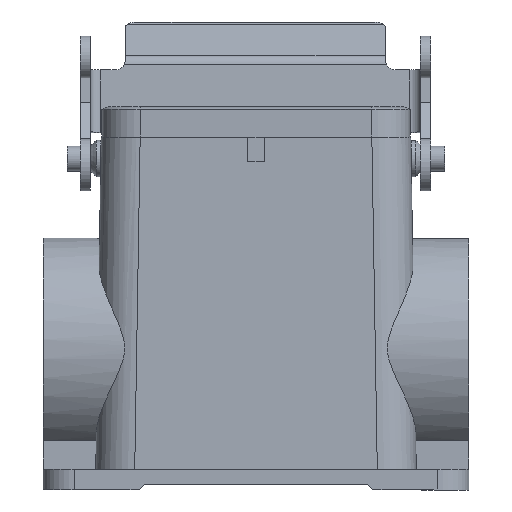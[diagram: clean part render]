
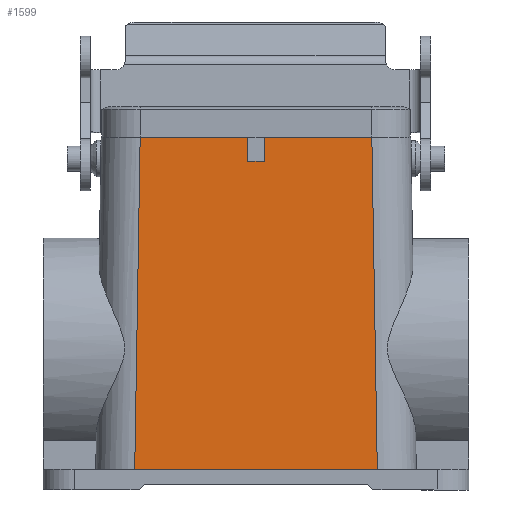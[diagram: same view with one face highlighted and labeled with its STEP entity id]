
A CAD part, front view. The second image highlights one B-rep face of the part: STEP entity #1599.
In plain terms, the highlighted planar face has unit normal (0, -1, 0.009).
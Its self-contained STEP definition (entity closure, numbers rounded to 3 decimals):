
#1203=CARTESIAN_POINT('',(1.6,-21.5,5.7));
#1204=VERTEX_POINT('',#1203);
#1211=CARTESIAN_POINT('',(22.3,-21.5,5.7));
#1212=VERTEX_POINT('',#1211);
#1213=CARTESIAN_POINT('',(1.6,-21.5,5.7));
#1214=DIRECTION('',(1.0,0.0,0.0));
#1215=VECTOR('',#1214,20.7);
#1216=LINE('',#1213,#1215);
#1217=EDGE_CURVE('',#1204,#1212,#1216,.T.);
#1252=CARTESIAN_POINT('',(-22.3,-21.5,5.7));
#1253=VERTEX_POINT('',#1252);
#1261=CARTESIAN_POINT('',(-1.6,-21.5,5.7));
#1262=VERTEX_POINT('',#1261);
#1263=CARTESIAN_POINT('',(-22.3,-21.5,5.7));
#1264=DIRECTION('',(1.0,0.0,0.0));
#1265=VECTOR('',#1264,20.7);
#1266=LINE('',#1263,#1265);
#1267=EDGE_CURVE('',#1253,#1262,#1266,.T.);
#1405=CARTESIAN_POINT('',(23.35,-22.075,-58.25));
#1406=VERTEX_POINT('',#1405);
#1414=CARTESIAN_POINT('',(-23.35,-22.075,-58.25));
#1415=VERTEX_POINT('',#1414);
#1416=CARTESIAN_POINT('',(-23.35,-22.075,-58.25));
#1417=DIRECTION('',(1.0,0.0,0.0));
#1418=VECTOR('',#1417,46.7);
#1419=LINE('',#1416,#1418);
#1420=EDGE_CURVE('',#1415,#1406,#1419,.T.);
#1555=CARTESIAN_POINT('',(0.0,-22.075,-58.25));
#1556=DIRECTION('',(0.0,-1.,0.009));
#1557=DIRECTION('',(0.0,-0.009,-1.));
#1558=AXIS2_PLACEMENT_3D('',#1555,#1556,#1557);
#1559=PLANE('',#1558);
#1560=CARTESIAN_POINT('',(-1.6,-21.542,1.012));
#1561=VERTEX_POINT('',#1560);
#1562=CARTESIAN_POINT('',(-1.6,-21.5,5.7));
#1563=DIRECTION('',(0.0,-0.009,-1.));
#1564=VECTOR('',#1563,4.689);
#1565=LINE('',#1562,#1564);
#1566=EDGE_CURVE('',#1262,#1561,#1565,.T.);
#1567=ORIENTED_EDGE('',*,*,#1566,.F.);
#1568=ORIENTED_EDGE('',*,*,#1267,.F.);
#1569=CARTESIAN_POINT('',(-22.3,-21.5,5.7));
#1570=DIRECTION('',(-0.016,-0.009,-1.));
#1571=VECTOR('',#1570,63.961);
#1572=LINE('',#1569,#1571);
#1573=EDGE_CURVE('',#1253,#1415,#1572,.T.);
#1574=ORIENTED_EDGE('',*,*,#1573,.T.);
#1575=ORIENTED_EDGE('',*,*,#1420,.T.);
#1576=CARTESIAN_POINT('',(23.35,-22.075,-58.25));
#1577=DIRECTION('',(-0.016,0.009,1.));
#1578=VECTOR('',#1577,63.961);
#1579=LINE('',#1576,#1578);
#1580=EDGE_CURVE('',#1406,#1212,#1579,.T.);
#1581=ORIENTED_EDGE('',*,*,#1580,.T.);
#1582=ORIENTED_EDGE('',*,*,#1217,.F.);
#1583=CARTESIAN_POINT('',(1.6,-21.542,1.012));
#1584=VERTEX_POINT('',#1583);
#1585=CARTESIAN_POINT('',(1.6,-21.542,1.012));
#1586=DIRECTION('',(0.,0.009,1.));
#1587=VECTOR('',#1586,4.689);
#1588=LINE('',#1585,#1587);
#1589=EDGE_CURVE('',#1584,#1204,#1588,.T.);
#1590=ORIENTED_EDGE('',*,*,#1589,.F.);
#1591=CARTESIAN_POINT('',(-1.6,-21.542,1.012));
#1592=DIRECTION('',(1.0,0.0,0.0));
#1593=VECTOR('',#1592,3.2);
#1594=LINE('',#1591,#1593);
#1595=EDGE_CURVE('',#1561,#1584,#1594,.T.);
#1596=ORIENTED_EDGE('',*,*,#1595,.F.);
#1597=EDGE_LOOP('',(#1567,#1568,#1574,#1575,#1581,#1582,#1590,#1596));
#1598=FACE_OUTER_BOUND('',#1597,.T.);
#1599=ADVANCED_FACE('',(#1598),#1559,.T.);
